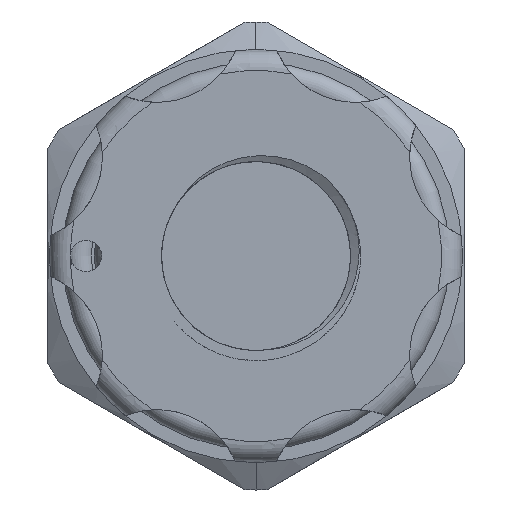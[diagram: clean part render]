
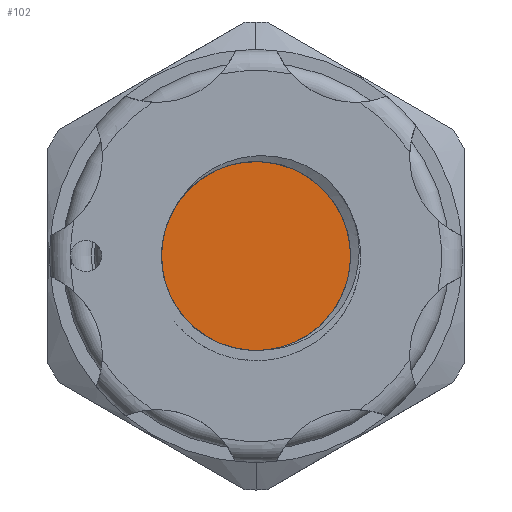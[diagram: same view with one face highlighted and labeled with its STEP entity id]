
A CAD part, left-side view. The second image highlights one B-rep face of the part: STEP entity #102.
In plain terms, the highlighted planar face has unit normal (-1, 0, 0).
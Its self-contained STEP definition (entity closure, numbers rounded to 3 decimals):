
#21 = CARTESIAN_POINT ( 'NONE',  ( -97.277, 5.215, -2.094 ) ) ;
#102 = ADVANCED_FACE ( 'NONE', ( #12972 ), #8353, .F. ) ;
#552 = CIRCLE ( 'NONE', #12472, 5.45 ) ;
#896 = DIRECTION ( 'NONE',  ( 0., 0., -1. ) ) ;
#1047 = CARTESIAN_POINT ( 'NONE',  ( -97.277, -5.393, -2.336 ) ) ;
#1171 = CARTESIAN_POINT ( 'NONE',  ( -97.277, -3.891, 3.816 ) ) ;
#1236 = CARTESIAN_POINT ( 'NONE',  ( -97.277, -2.368, -5.555 ) ) ;
#1324 = CARTESIAN_POINT ( 'NONE',  ( -97.277, -2.086, 5.035 ) ) ;
#1486 = CARTESIAN_POINT ( 'NONE',  ( -97.277, 5.483, -0.199 ) ) ;
#2101 = DIRECTION ( 'NONE',  ( -1., 0., 0. ) ) ;
#2365 = CARTESIAN_POINT ( 'NONE',  ( -97.277, 0., 0. ) ) ;
#2525 = CARTESIAN_POINT ( 'NONE',  ( -97.277, 0.441, -5.972 ) ) ;
#2733 = CARTESIAN_POINT ( 'NONE',  ( -97.277, -4.957, 2.521 ) ) ;
#2766 = ORIENTED_EDGE ( 'NONE', *, *, #9572, .T. ) ;
#3632 = AXIS2_PLACEMENT_3D ( 'NONE', #2365, #2101, #896 ) ;
#3682 = EDGE_CURVE ( 'NONE', #6246, #13219, #7243, .T. ) ;
#3696 = ORIENTED_EDGE ( 'NONE', *, *, #3682, .T. ) ;
#3908 = CARTESIAN_POINT ( 'NONE',  ( -97.277, -4.25, 3.494 ) ) ;
#3984 = CARTESIAN_POINT ( 'NONE',  ( -97.277, 1.61, -5.711 ) ) ;
#4114 = CARTESIAN_POINT ( 'NONE',  ( -97.277, -5.593, 0.971 ) ) ;
#4485 = CARTESIAN_POINT ( 'NONE',  ( -97.277, 4.93, -2.754 ) ) ;
#5378 = DIRECTION ( 'NONE',  ( -1., 0., 0. ) ) ;
#5447 = CARTESIAN_POINT ( 'NONE',  ( -97.277, -5.732, -0.216 ) ) ;
#5586 = CARTESIAN_POINT ( 'NONE',  ( -97.277, -4.132, -4.351 ) ) ;
#6246 = VERTEX_POINT ( 'NONE', #1324 ) ;
#6790 = CARTESIAN_POINT ( 'NONE',  ( -97.277, 0., 0. ) ) ;
#6854 = DIRECTION ( 'NONE',  ( 0., 0., -1. ) ) ;
#6860 = CARTESIAN_POINT ( 'NONE',  ( -97.277, 2.495, -5.323 ) ) ;
#6922 = CARTESIAN_POINT ( 'NONE',  ( -97.277, -4.98, -3.195 ) ) ;
#6996 = CARTESIAN_POINT ( 'NONE',  ( -97.277, -0.278, -6.011 ) ) ;
#7067 = CARTESIAN_POINT ( 'NONE',  ( -97.277, -4.292, -4.175 ) ) ;
#7243 = CIRCLE ( 'NONE', #3632, 5.45 ) ;
#7311 = CARTESIAN_POINT ( 'NONE',  ( -97.277, 5.443, 0.281 ) ) ;
#7406 = ORIENTED_EDGE ( 'NONE', *, *, #13900, .F. ) ;
#7417 = AXIS2_PLACEMENT_3D ( 'NONE', #10935, #18602, #17091 ) ;
#7427 = CARTESIAN_POINT ( 'NONE',  ( -97.277, 4.151, -3.958 ) ) ;
#8326 = CARTESIAN_POINT ( 'NONE',  ( -97.277, 3.471, -4.639 ) ) ;
#8353 = PLANE ( 'NONE',  #7417 ) ;
#8761 = CARTESIAN_POINT ( 'NONE',  ( -97.277, 5.348, -1.637 ) ) ;
#9572 = EDGE_CURVE ( 'NONE', #17302, #6246, #552, .T. ) ;
#9791 = CARTESIAN_POINT ( 'NONE',  ( -97.277, -5.543, -1.872 ) ) ;
#9853 = CARTESIAN_POINT ( 'NONE',  ( -97.277, -4.567, 3.123 ) ) ;
#9985 = CARTESIAN_POINT ( 'NONE',  ( -97.277, -2.585, -5.457 ) ) ;
#10048 = CARTESIAN_POINT ( 'NONE',  ( -97.277, 0.2, -5.998 ) ) ;
#10223 = CARTESIAN_POINT ( 'NONE',  ( -97.277, 5.475, -0.68 ) ) ;
#10935 = CARTESIAN_POINT ( 'NONE',  ( -97.277, 5.25, 0. ) ) ;
#11180 = CARTESIAN_POINT ( 'NONE',  ( -97.277, 1.151, -5.848 ) ) ;
#11248 = CARTESIAN_POINT ( 'NONE',  ( -97.277, -5.074, 2.312 ) ) ;
#11315 = CARTESIAN_POINT ( 'NONE',  ( -97.277, -5.684, 0.503 ) ) ;
#11441 = CARTESIAN_POINT ( 'NONE',  ( -97.277, -1.225, -5.924 ) ) ;
#11677 = CARTESIAN_POINT ( 'NONE',  ( -97.277, 5.471, 0.041 ) ) ;
#12472 = AXIS2_PLACEMENT_3D ( 'NONE', #6790, #5378, #6854 ) ;
#12756 = CARTESIAN_POINT ( 'NONE',  ( -97.277, -4.729, -3.603 ) ) ;
#12972 = FACE_OUTER_BOUND ( 'NONE', #17467, .T. ) ;
#13057 = CARTESIAN_POINT ( 'NONE',  ( -97.277, 4.576, -3.384 ) ) ;
#13219 = VERTEX_POINT ( 'NONE', #14856 ) ;
#13900 = EDGE_CURVE ( 'NONE', #17302, #13219, #18272, .T. ) ;
#14054 = CARTESIAN_POINT ( 'NONE',  ( -97.277, -3.603, -4.826 ) ) ;
#14109 = CARTESIAN_POINT ( 'NONE',  ( -97.277, 2.906, -5.079 ) ) ;
#14175 = CARTESIAN_POINT ( 'NONE',  ( -97.277, -5.093, -2.985 ) ) ;
#14241 = CARTESIAN_POINT ( 'NONE',  ( -97.277, -5.674, -1.17 ) ) ;
#14590 = CARTESIAN_POINT ( 'NONE',  ( -97.277, 5.455, -0.921 ) ) ;
#14856 = CARTESIAN_POINT ( 'NONE',  ( -97.277, 5.443, 0.281 ) ) ;
#15483 = CARTESIAN_POINT ( 'NONE',  ( -97.277, -5.369, 1.655 ) ) ;
#15549 = CARTESIAN_POINT ( 'NONE',  ( -97.277, 3.653, -4.479 ) ) ;
#15617 = CARTESIAN_POINT ( 'NONE',  ( -97.277, -0.515, -6.001 ) ) ;
#15680 = CARTESIAN_POINT ( 'NONE',  ( -97.277, -3.213, -5.104 ) ) ;
#15745 = CARTESIAN_POINT ( 'NONE',  ( -97.277, -4.59, -3.801 ) ) ;
#16928 = CARTESIAN_POINT ( 'NONE',  ( -97.277, -5.279, 1.88 ) ) ;
#16996 = CARTESIAN_POINT ( 'NONE',  ( -97.277, 3.993, -4.138 ) ) ;
#17091 = DIRECTION ( 'NONE',  ( 0., -1., 0. ) ) ;
#17138 = CARTESIAN_POINT ( 'NONE',  ( -97.277, -5.732, -0.458 ) ) ;
#17198 = CARTESIAN_POINT ( 'NONE',  ( -97.277, -3.787, -4.676 ) ) ;
#17302 = VERTEX_POINT ( 'NONE', #18795 ) ;
#17378 = CARTESIAN_POINT ( 'NONE',  ( -97.277, 4.442, -3.581 ) ) ;
#17467 = EDGE_LOOP ( 'NONE', ( #7406, #2766, #3696 ) ) ;
#18272 = B_SPLINE_CURVE_WITH_KNOTS ( 'NONE', 3,
 ( #1171, #3908, #9853, #2733, #11248, #16928, #15483, #4114, #11315, #5447, #17138, #18376, #14241, #9791, #1047, #14175, #6922, #12756, #15745, #7067, #5586, #17198, #14054, #15680, #18581, #9985, #1236, #18642, #11441, #15617, #6996, #10048, #2525, #11180, #3984, #6860, #14109, #8326, #15549, #16996, #7427, #17378, #13057, #18771, #4485, #21, #8761, #14590, #10223, #1486, #11677, #7311 ),
 .UNSPECIFIED., .F., .F.,
 ( 4, 2, 2, 2, 2, 2, 2, 2, 2, 2, 2, 2, 2, 2, 2, 2, 2, 2, 2, 2, 2, 2, 2, 2, 2, 4 ),
 ( 0., 0.001, 0.002, 0.003, 0.004, 0.005, 0.006, 0.007, 0.008, 0.009, 0.009, 0.01, 0.011, 0.012, 0.013, 0.014, 0.014, 0.016, 0.017, 0.018, 0.019, 0.02, 0.02, 0.022, 0.022, 0.023 ),
 .UNSPECIFIED. ) ;
#18376 = CARTESIAN_POINT ( 'NONE',  ( -97.277, -5.703, -0.934 ) ) ;
#18581 = CARTESIAN_POINT ( 'NONE',  ( -97.277, -3.007, -5.232 ) ) ;
#18602 = DIRECTION ( 'NONE',  ( 1., 0., 0. ) ) ;
#18642 = CARTESIAN_POINT ( 'NONE',  ( -97.277, -1.699, -5.81 ) ) ;
#18771 = CARTESIAN_POINT ( 'NONE',  ( -97.277, 4.82, -2.971 ) ) ;
#18795 = CARTESIAN_POINT ( 'NONE',  ( -97.277, -3.891, 3.816 ) ) ;
